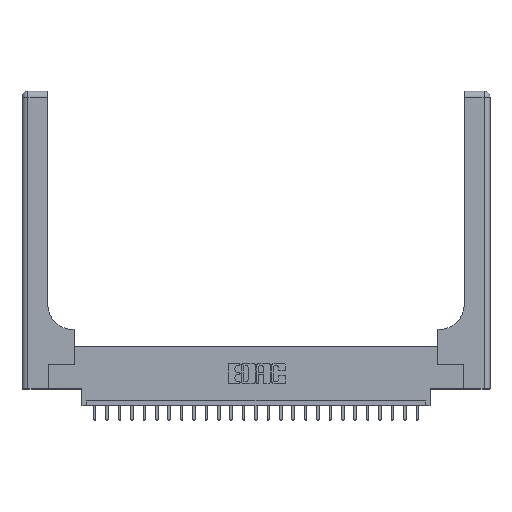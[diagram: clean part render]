
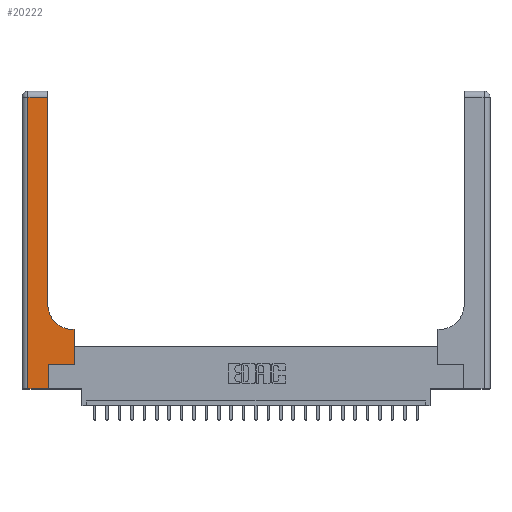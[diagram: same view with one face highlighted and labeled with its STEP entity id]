
A CAD part, top view. The second image highlights one B-rep face of the part: STEP entity #20222.
In plain terms, the highlighted planar face has unit normal (0, 0, 1).
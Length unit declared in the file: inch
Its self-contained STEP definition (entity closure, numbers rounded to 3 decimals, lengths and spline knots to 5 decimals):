
#406 = CARTESIAN_POINT ( 'NONE',  ( 0.26, 0.85, 0.37 ) ) ;
#712 = CARTESIAN_POINT ( 'NONE',  ( 0.265, 0., 0.37 ) ) ;
#757 = CARTESIAN_POINT ( 'NONE',  ( 0.265, 0., 0.37 ) ) ;
#767 = VECTOR ( 'NONE', #4763, 39.37008 ) ;
#1086 = VECTOR ( 'NONE', #6679, 39.37008 ) ;
#1136 = CARTESIAN_POINT ( 'NONE',  ( 0.06, 2.94, 0.37 ) ) ;
#1149 = ORIENTED_EDGE ( 'NONE', *, *, #14231, .T. ) ;
#1788 = VERTEX_POINT ( 'NONE', #20883 ) ;
#2050 = CARTESIAN_POINT ( 'NONE',  ( 0.51, 0.85, 0.37 ) ) ;
#2170 = DIRECTION ( 'NONE',  ( 0., 0., -1. ) ) ;
#2635 = VERTEX_POINT ( 'NONE', #4004 ) ;
#2702 = VERTEX_POINT ( 'NONE', #9479 ) ;
#2767 = EDGE_CURVE ( 'NONE', #2635, #14707, #8221, .T. ) ;
#3139 = CARTESIAN_POINT ( 'NONE',  ( 0.26, 3., 0.37 ) ) ;
#4004 = CARTESIAN_POINT ( 'NONE',  ( 0.528, 0.25, 0.37 ) ) ;
#4124 = LINE ( 'NONE', #757, #23718 ) ;
#4335 = PLANE ( 'NONE',  #15245 ) ;
#4402 = DIRECTION ( 'NONE',  ( 0., -1., 0. ) ) ;
#4457 = FACE_OUTER_BOUND ( 'NONE', #11949, .T. ) ;
#4756 = CARTESIAN_POINT ( 'NONE',  ( 0.528, 0.25, 0.37 ) ) ;
#4763 = DIRECTION ( 'NONE',  ( -1., 0., 0. ) ) ;
#5260 = VERTEX_POINT ( 'NONE', #406 ) ;
#5430 = CARTESIAN_POINT ( 'NONE',  ( 0.26, 2.94, 0.37 ) ) ;
#5493 = ORIENTED_EDGE ( 'NONE', *, *, #23548, .T. ) ;
#5586 = EDGE_CURVE ( 'NONE', #24276, #1788, #4124, .T. ) ;
#5675 = DIRECTION ( 'NONE',  ( 1., 0., 0. ) ) ;
#6190 = DIRECTION ( 'NONE',  ( -1., 0., 0. ) ) ;
#6300 = CARTESIAN_POINT ( 'NONE',  ( 0.26, 0.6, 0.37 ) ) ;
#6679 = DIRECTION ( 'NONE',  ( -1., 0., 0. ) ) ;
#7114 = LINE ( 'NONE', #10719, #767 ) ;
#7814 = EDGE_CURVE ( 'NONE', #16485, #21781, #21301, .T. ) ;
#8176 = VECTOR ( 'NONE', #23360, 39.37008 ) ;
#8221 = LINE ( 'NONE', #4756, #8176 ) ;
#9479 = CARTESIAN_POINT ( 'NONE',  ( 0.51, 0.6, 0.37 ) ) ;
#9511 = CIRCLE ( 'NONE', #22196, 0.25 ) ;
#10719 = CARTESIAN_POINT ( 'NONE',  ( 0., 2.94, 0.37 ) ) ;
#10760 = ORIENTED_EDGE ( 'NONE', *, *, #7814, .T. ) ;
#10967 = ORIENTED_EDGE ( 'NONE', *, *, #17148, .T. ) ;
#11146 = CARTESIAN_POINT ( 'NONE',  ( 0.265, 0.25, 0.37 ) ) ;
#11378 = DIRECTION ( 'NONE',  ( 1., 0., 0. ) ) ;
#11708 = DIRECTION ( 'NONE',  ( 0., 1., 0. ) ) ;
#11949 = EDGE_LOOP ( 'NONE', ( #5493, #16999, #10760, #1149, #21573, #21667, #15891, #10967, #18812 ) ) ;
#12072 = LINE ( 'NONE', #19657, #13017 ) ;
#12182 = EDGE_CURVE ( 'NONE', #1788, #2635, #13018, .T. ) ;
#12605 = VECTOR ( 'NONE', #4402, 39.37008 ) ;
#12724 = LINE ( 'NONE', #3139, #16780 ) ;
#13017 = VECTOR ( 'NONE', #19529, 39.37008 ) ;
#13018 = LINE ( 'NONE', #11146, #24327 ) ;
#13891 = EDGE_CURVE ( 'NONE', #17349, #16485, #7114, .T. ) ;
#13895 = LINE ( 'NONE', #6300, #1086 ) ;
#14231 = EDGE_CURVE ( 'NONE', #21781, #24276, #12072, .T. ) ;
#14453 = EDGE_CURVE ( 'NONE', #2702, #5260, #9511, .T. ) ;
#14707 = VERTEX_POINT ( 'NONE', #17599 ) ;
#15245 = AXIS2_PLACEMENT_3D ( 'NONE', #19509, #15400, #6190 ) ;
#15400 = DIRECTION ( 'NONE',  ( 0., 0., -1. ) ) ;
#15470 = CARTESIAN_POINT ( 'NONE',  ( 0.06, 3., 0.37 ) ) ;
#15891 = ORIENTED_EDGE ( 'NONE', *, *, #2767, .T. ) ;
#16485 = VERTEX_POINT ( 'NONE', #1136 ) ;
#16780 = VECTOR ( 'NONE', #24121, 39.37008 ) ;
#16999 = ORIENTED_EDGE ( 'NONE', *, *, #13891, .T. ) ;
#17148 = EDGE_CURVE ( 'NONE', #14707, #2702, #13895, .T. ) ;
#17349 = VERTEX_POINT ( 'NONE', #5430 ) ;
#17599 = CARTESIAN_POINT ( 'NONE',  ( 0.528, 0.6, 0.37 ) ) ;
#18118 = CARTESIAN_POINT ( 'NONE',  ( 0.06, 0., 0.37 ) ) ;
#18812 = ORIENTED_EDGE ( 'NONE', *, *, #14453, .T. ) ;
#19509 = CARTESIAN_POINT ( 'NONE',  ( 0., 3., 0.37 ) ) ;
#19529 = DIRECTION ( 'NONE',  ( 1., 0., 0. ) ) ;
#19657 = CARTESIAN_POINT ( 'NONE',  ( 0., 0., 0.37 ) ) ;
#20222 = ADVANCED_FACE ( 'NONE', ( #4457 ), #4335, .F. ) ;
#20883 = CARTESIAN_POINT ( 'NONE',  ( 0.265, 0.25, 0.37 ) ) ;
#21301 = LINE ( 'NONE', #15470, #12605 ) ;
#21573 = ORIENTED_EDGE ( 'NONE', *, *, #5586, .T. ) ;
#21667 = ORIENTED_EDGE ( 'NONE', *, *, #12182, .T. ) ;
#21781 = VERTEX_POINT ( 'NONE', #18118 ) ;
#22196 = AXIS2_PLACEMENT_3D ( 'NONE', #2050, #2170, #5675 ) ;
#23360 = DIRECTION ( 'NONE',  ( 0., 1., 0. ) ) ;
#23548 = EDGE_CURVE ( 'NONE', #5260, #17349, #12724, .T. ) ;
#23718 = VECTOR ( 'NONE', #11708, 39.37008 ) ;
#24121 = DIRECTION ( 'NONE',  ( 0., 1., 0. ) ) ;
#24276 = VERTEX_POINT ( 'NONE', #712 ) ;
#24327 = VECTOR ( 'NONE', #11378, 39.37008 ) ;
